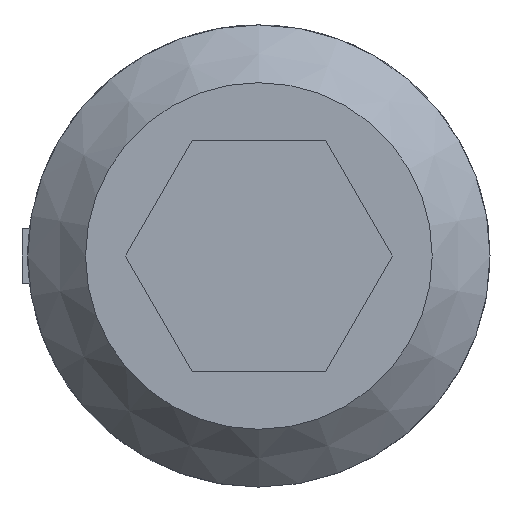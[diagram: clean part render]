
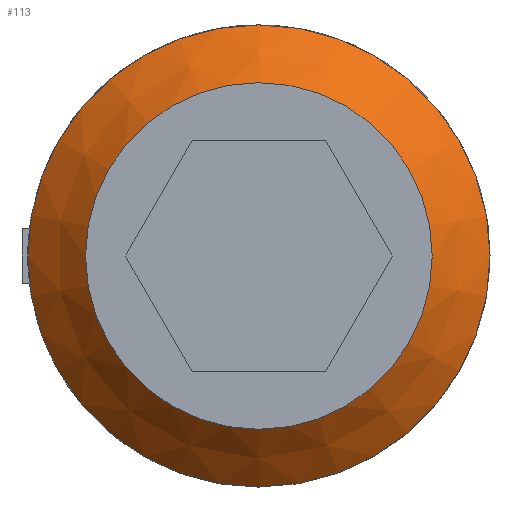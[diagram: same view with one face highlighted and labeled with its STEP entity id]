
A CAD part, left-side view. The second image highlights one B-rep face of the part: STEP entity #113.
In plain terms, the highlighted conical face has half-angle 45 degrees and reference radius 3 mm.
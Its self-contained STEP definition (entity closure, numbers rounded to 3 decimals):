
#113 = ADVANCED_FACE( '', ( #229, #230 ), #231, .T. );
#229 = FACE_OUTER_BOUND( '', #339, .T. );
#230 = FACE_BOUND( '', #340, .T. );
#231 = CONICAL_SURFACE( '', #341, 3., 0.785 );
#339 = EDGE_LOOP( '', ( #586 ) );
#340 = EDGE_LOOP( '', ( #587 ) );
#341 = AXIS2_PLACEMENT_3D( '', #588, #589, #590 );
#586 = ORIENTED_EDGE( '', *, *, #626, .F. );
#587 = ORIENTED_EDGE( '', *, *, #688, .T. );
#588 = CARTESIAN_POINT( '', ( 0., 0., 0. ) );
#589 = DIRECTION( '', ( 1., 0., 0. ) );
#590 = DIRECTION( '', ( 0., 0., -1. ) );
#626 = EDGE_CURVE( '', #740, #740, #741, .T. );
#688 = EDGE_CURVE( '', #826, #826, #827, .T. );
#740 = VERTEX_POINT( '', #895 );
#741 = CIRCLE( '', #896, 4. );
#826 = VERTEX_POINT( '', #1021 );
#827 = CIRCLE( '', #1022, 3. );
#895 = CARTESIAN_POINT( '', ( 1., 0., -4. ) );
#896 = AXIS2_PLACEMENT_3D( '', #1059, #1060, #1061 );
#1021 = CARTESIAN_POINT( '', ( 0., 0., -3. ) );
#1022 = AXIS2_PLACEMENT_3D( '', #1111, #1112, #1113 );
#1059 = CARTESIAN_POINT( '', ( 1., 0., 0. ) );
#1060 = DIRECTION( '', ( 1., 0., 0. ) );
#1061 = DIRECTION( '', ( 0., 0., -1. ) );
#1111 = CARTESIAN_POINT( '', ( 0., 0., 0. ) );
#1112 = DIRECTION( '', ( 1., 0., 0. ) );
#1113 = DIRECTION( '', ( 0., 0., -1. ) );
